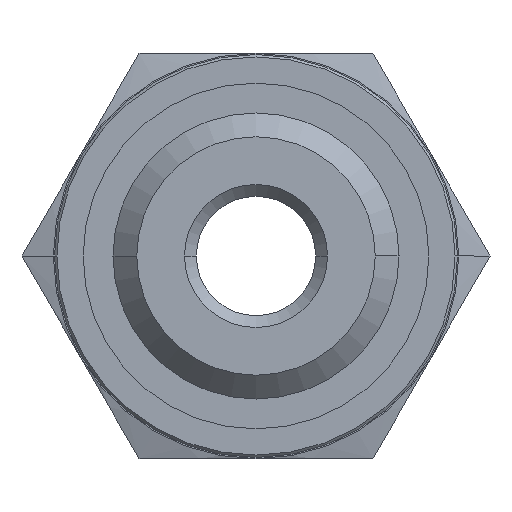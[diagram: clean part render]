
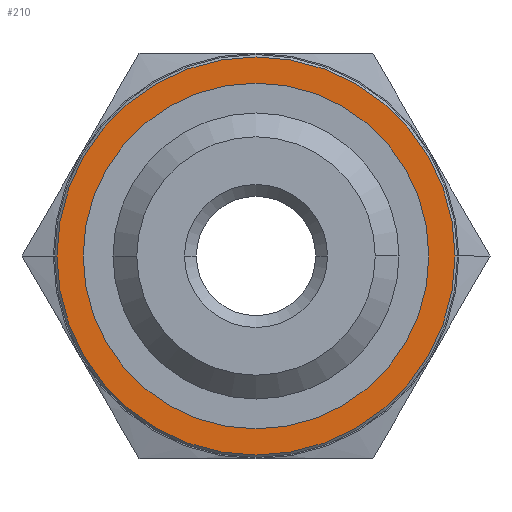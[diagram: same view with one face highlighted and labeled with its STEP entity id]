
A CAD part, left-side view. The second image highlights one B-rep face of the part: STEP entity #210.
In plain terms, the highlighted planar face has unit normal (-1, 0, 0).
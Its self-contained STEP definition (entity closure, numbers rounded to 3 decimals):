
#210 = ADVANCED_FACE( '', ( #480, #481 ), #482, .T. );
#480 = FACE_BOUND( '', #857, .T. );
#481 = FACE_OUTER_BOUND( '', #858, .T. );
#482 = PLANE( '', #859 );
#857 = EDGE_LOOP( '', ( #1717, #1718 ) );
#858 = EDGE_LOOP( '', ( #1719, #1720 ) );
#859 = AXIS2_PLACEMENT_3D( '', #1721, #1722, #1723 );
#1717 = ORIENTED_EDGE( '', *, *, #2507, .F. );
#1718 = ORIENTED_EDGE( '', *, *, #2613, .F. );
#1719 = ORIENTED_EDGE( '', *, *, #2476, .T. );
#1720 = ORIENTED_EDGE( '', *, *, #2658, .T. );
#1721 = CARTESIAN_POINT( '', ( -4.5, 7.8, 0. ) );
#1722 = DIRECTION( '', ( -1., 0., 0. ) );
#1723 = DIRECTION( '', ( 0., 1., 0. ) );
#2476 = EDGE_CURVE( '', #2963, #2965, #2967, .T. );
#2507 = EDGE_CURVE( '', #3021, #3024, #3025, .T. );
#2613 = EDGE_CURVE( '', #3024, #3021, #3200, .T. );
#2658 = EDGE_CURVE( '', #2965, #2963, #3261, .T. );
#2963 = VERTEX_POINT( '', #3667 );
#2965 = VERTEX_POINT( '', #3670 );
#2967 = CIRCLE( '', #3673, 8.35 );
#3021 = VERTEX_POINT( '', #3777 );
#3024 = VERTEX_POINT( '', #3781 );
#3025 = CIRCLE( '', #3782, 7.25 );
#3200 = CIRCLE( '', #4044, 7.25 );
#3261 = CIRCLE( '', #4291, 8.35 );
#3667 = CARTESIAN_POINT( '', ( -4.5, 8.35, 0. ) );
#3670 = CARTESIAN_POINT( '', ( -4.5, -8.35, 0. ) );
#3673 = AXIS2_PLACEMENT_3D( '', #5029, #5030, #5031 );
#3777 = CARTESIAN_POINT( '', ( -4.5, 7.25, 0. ) );
#3781 = CARTESIAN_POINT( '', ( -4.5, -7.25, 0. ) );
#3782 = AXIS2_PLACEMENT_3D( '', #5080, #5081, #5082 );
#4044 = AXIS2_PLACEMENT_3D( '', #5224, #5225, #5226 );
#4291 = AXIS2_PLACEMENT_3D( '', #5287, #5288, #5289 );
#5029 = CARTESIAN_POINT( '', ( -4.5, 0., 0. ) );
#5030 = DIRECTION( '', ( -1., 0., 0. ) );
#5031 = DIRECTION( '', ( 0., 1., 0. ) );
#5080 = CARTESIAN_POINT( '', ( -4.5, 0., 0. ) );
#5081 = DIRECTION( '', ( -1., 0., 0. ) );
#5082 = DIRECTION( '', ( 0., 1., 0. ) );
#5224 = CARTESIAN_POINT( '', ( -4.5, 0., 0. ) );
#5225 = DIRECTION( '', ( -1., 0., 0. ) );
#5226 = DIRECTION( '', ( 0., 1., 0. ) );
#5287 = CARTESIAN_POINT( '', ( -4.5, 0., 0. ) );
#5288 = DIRECTION( '', ( -1., 0., 0. ) );
#5289 = DIRECTION( '', ( 0., 1., 0. ) );
